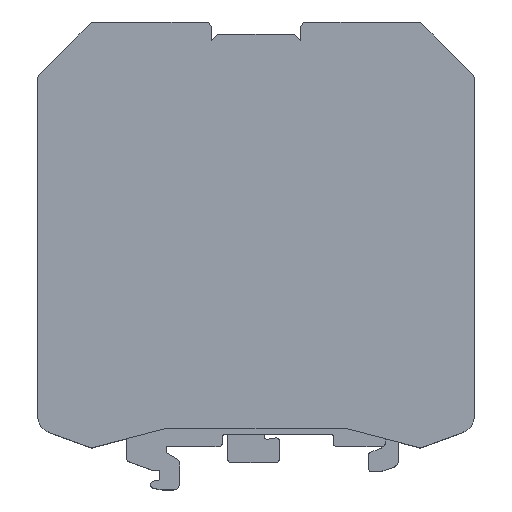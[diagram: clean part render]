
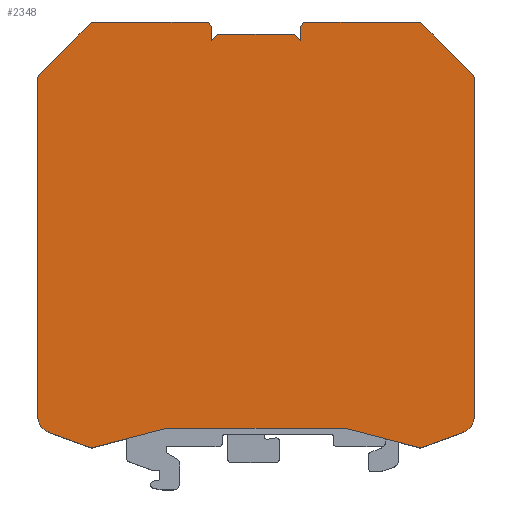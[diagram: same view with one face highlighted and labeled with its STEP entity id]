
A CAD part, top view. The second image highlights one B-rep face of the part: STEP entity #2348.
In plain terms, the highlighted planar face has unit normal (0, 0, 1).
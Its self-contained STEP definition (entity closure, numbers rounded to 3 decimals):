
#216=DIRECTION('',(0.,1.,0.));
#217=VECTOR('',#216,2.);
#218=CARTESIAN_POINT('',(-7.25,-1.,10.));
#219=LINE('',#218,#217);
#220=DIRECTION('',(-0.707,-0.707,0.));
#221=VECTOR('',#220,1.414);
#222=CARTESIAN_POINT('',(-6.25,0.,10.));
#223=LINE('',#222,#221);
#224=DIRECTION('',(-1.,0.,0.));
#225=VECTOR('',#224,12.5);
#226=CARTESIAN_POINT('',(6.25,0.,10.));
#227=LINE('',#226,#225);
#228=DIRECTION('',(-0.707,0.707,0.));
#229=VECTOR('',#228,1.414);
#230=CARTESIAN_POINT('',(7.25,-1.,10.));
#231=LINE('',#230,#229);
#232=DIRECTION('',(0.,-1.,0.));
#233=VECTOR('',#232,2.);
#234=CARTESIAN_POINT('',(7.25,1.,10.));
#235=LINE('',#234,#233);
#236=CARTESIAN_POINT('',(8.25,1.,10.));
#237=DIRECTION('',(0.,0.,1.));
#238=DIRECTION('',(0.,1.,0.));
#239=AXIS2_PLACEMENT_3D('',#236,#237,#238);
#241=DIRECTION('',(-1.,0.,0.));
#242=VECTOR('',#241,17.986);
#243=CARTESIAN_POINT('',(26.236,2.,10.));
#244=LINE('',#243,#242);
#245=CARTESIAN_POINT('',(26.236,1.,10.));
#246=DIRECTION('',(0.,0.,1.));
#247=DIRECTION('',(0.707,0.707,0.));
#248=AXIS2_PLACEMENT_3D('',#245,#246,#247);
#250=DIRECTION('',(-0.707,0.707,0.));
#251=VECTOR('',#250,11.687);
#252=CARTESIAN_POINT('',(35.207,-6.557,10.));
#253=LINE('',#252,#251);
#254=CARTESIAN_POINT('',(34.5,-7.264,10.));
#255=DIRECTION('',(0.,0.,1.));
#256=DIRECTION('',(1.,0.,0.));
#257=AXIS2_PLACEMENT_3D('',#254,#255,#256);
#259=DIRECTION('',(0.,1.,0.));
#260=VECTOR('',#259,54.635);
#261=CARTESIAN_POINT('',(35.5,-61.899,10.));
#262=LINE('',#261,#260);
#263=CARTESIAN_POINT('',(32.5,-61.899,10.));
#264=DIRECTION('',(0.,0.,1.));
#265=DIRECTION('',(0.342,-0.94,0.));
#266=AXIS2_PLACEMENT_3D('',#263,#264,#265);
#268=DIRECTION('',(0.94,0.342,0.));
#269=VECTOR('',#268,7.119);
#270=CARTESIAN_POINT('',(26.836,-67.153,10.));
#271=LINE('',#270,#269);
#272=CARTESIAN_POINT('',(26.687,-66.743,10.));
#273=DIRECTION('',(0.,0.,1.));
#274=DIRECTION('',(-0.254,-0.967,0.));
#275=AXIS2_PLACEMENT_3D('',#272,#273,#274);
#277=DIRECTION('',(0.967,-0.254,0.));
#278=VECTOR('',#277,12.484);
#279=CARTESIAN_POINT('',(14.5,-64.,10.));
#280=LINE('',#279,#278);
#281=DIRECTION('',(1.,0.,0.));
#282=VECTOR('',#281,29.);
#283=CARTESIAN_POINT('',(-14.5,-64.,10.));
#284=LINE('',#283,#282);
#285=DIRECTION('',(0.967,0.254,0.));
#286=VECTOR('',#285,12.484);
#287=CARTESIAN_POINT('',(-26.576,-67.165,10.));
#288=LINE('',#287,#286);
#289=CARTESIAN_POINT('',(-26.687,-66.743,10.));
#290=DIRECTION('',(0.,0.,1.));
#291=DIRECTION('',(-0.342,-0.94,0.));
#292=AXIS2_PLACEMENT_3D('',#289,#290,#291);
#294=DIRECTION('',(0.94,-0.342,0.));
#295=VECTOR('',#294,7.119);
#296=CARTESIAN_POINT('',(-33.526,-64.718,10.));
#297=LINE('',#296,#295);
#298=CARTESIAN_POINT('',(-32.5,-61.899,10.));
#299=DIRECTION('',(0.,0.,1.));
#300=DIRECTION('',(-1.,0.,0.));
#301=AXIS2_PLACEMENT_3D('',#298,#299,#300);
#303=DIRECTION('',(0.,-1.,0.));
#304=VECTOR('',#303,54.635);
#305=CARTESIAN_POINT('',(-35.5,-7.264,10.));
#306=LINE('',#305,#304);
#307=CARTESIAN_POINT('',(-34.5,-7.264,10.));
#308=DIRECTION('',(0.,0.,1.));
#309=DIRECTION('',(-0.707,0.707,0.));
#310=AXIS2_PLACEMENT_3D('',#307,#308,#309);
#312=DIRECTION('',(-0.707,-0.707,0.));
#313=VECTOR('',#312,11.687);
#314=CARTESIAN_POINT('',(-26.943,1.707,10.));
#315=LINE('',#314,#313);
#316=CARTESIAN_POINT('',(-26.236,1.,10.));
#317=DIRECTION('',(0.,0.,1.));
#318=DIRECTION('',(0.,1.,0.));
#319=AXIS2_PLACEMENT_3D('',#316,#317,#318);
#321=DIRECTION('',(-1.,0.,0.));
#322=VECTOR('',#321,17.986);
#323=CARTESIAN_POINT('',(-8.25,2.,10.));
#324=LINE('',#323,#322);
#325=CARTESIAN_POINT('',(-8.25,1.,10.));
#326=DIRECTION('',(0.,0.,1.));
#327=DIRECTION('',(1.,0.,0.));
#328=AXIS2_PLACEMENT_3D('',#325,#326,#327);
#1634=CARTESIAN_POINT('',(-7.25,1.,10.));
#1635=CARTESIAN_POINT('',(-8.25,2.,10.));
#1636=VERTEX_POINT('',#1634);
#1637=VERTEX_POINT('',#1635);
#1638=CARTESIAN_POINT('',(-26.236,2.,10.));
#1639=VERTEX_POINT('',#1638);
#1640=CARTESIAN_POINT('',(-26.943,1.707,10.));
#1641=VERTEX_POINT('',#1640);
#1642=CARTESIAN_POINT('',(-35.207,-6.557,10.));
#1643=VERTEX_POINT('',#1642);
#1644=CARTESIAN_POINT('',(-35.5,-7.264,10.));
#1645=VERTEX_POINT('',#1644);
#1646=CARTESIAN_POINT('',(-35.5,-61.899,10.));
#1647=VERTEX_POINT('',#1646);
#1648=CARTESIAN_POINT('',(-33.526,-64.718,10.));
#1649=VERTEX_POINT('',#1648);
#1650=CARTESIAN_POINT('',(-26.836,-67.153,10.));
#1651=VERTEX_POINT('',#1650);
#1652=CARTESIAN_POINT('',(-26.576,-67.165,10.));
#1653=VERTEX_POINT('',#1652);
#1654=CARTESIAN_POINT('',(-14.5,-64.,10.));
#1655=VERTEX_POINT('',#1654);
#1656=CARTESIAN_POINT('',(14.5,-64.,10.));
#1657=VERTEX_POINT('',#1656);
#1658=CARTESIAN_POINT('',(26.576,-67.165,10.));
#1659=VERTEX_POINT('',#1658);
#1660=CARTESIAN_POINT('',(26.836,-67.153,10.));
#1661=VERTEX_POINT('',#1660);
#1662=CARTESIAN_POINT('',(33.526,-64.718,10.));
#1663=VERTEX_POINT('',#1662);
#1664=CARTESIAN_POINT('',(35.5,-61.899,10.));
#1665=VERTEX_POINT('',#1664);
#1666=CARTESIAN_POINT('',(35.5,-7.264,10.));
#1667=VERTEX_POINT('',#1666);
#1668=CARTESIAN_POINT('',(35.207,-6.557,10.));
#1669=VERTEX_POINT('',#1668);
#1670=CARTESIAN_POINT('',(26.943,1.707,10.));
#1671=VERTEX_POINT('',#1670);
#1672=CARTESIAN_POINT('',(26.236,2.,10.));
#1673=VERTEX_POINT('',#1672);
#1674=CARTESIAN_POINT('',(8.25,2.,10.));
#1675=VERTEX_POINT('',#1674);
#1676=CARTESIAN_POINT('',(7.25,1.,10.));
#1677=VERTEX_POINT('',#1676);
#1726=CARTESIAN_POINT('',(6.25,0.,10.));
#1727=CARTESIAN_POINT('',(-6.25,0.,10.));
#1728=VERTEX_POINT('',#1726);
#1729=VERTEX_POINT('',#1727);
#1738=CARTESIAN_POINT('',(7.25,-1.,10.));
#1739=VERTEX_POINT('',#1738);
#1744=CARTESIAN_POINT('',(-7.25,-1.,10.));
#1745=VERTEX_POINT('',#1744);
#2292=CARTESIAN_POINT('',(0.,0.,10.));
#2293=DIRECTION('',(0.,0.,1.));
#2294=DIRECTION('',(1.,0.,0.));
#2295=AXIS2_PLACEMENT_3D('',#2292,#2293,#2294);
#2296=PLANE('',#2295);
#2297=ORIENTED_EDGE('',*,*,#2239,.F.);
#2299=ORIENTED_EDGE('',*,*,#2298,.F.);
#2301=ORIENTED_EDGE('',*,*,#2300,.F.);
#2302=ORIENTED_EDGE('',*,*,#2284,.F.);
#2303=ORIENTED_EDGE('',*,*,#2158,.F.);
#2305=ORIENTED_EDGE('',*,*,#2304,.F.);
#2307=ORIENTED_EDGE('',*,*,#2306,.F.);
#2309=ORIENTED_EDGE('',*,*,#2308,.F.);
#2311=ORIENTED_EDGE('',*,*,#2310,.F.);
#2313=ORIENTED_EDGE('',*,*,#2312,.F.);
#2315=ORIENTED_EDGE('',*,*,#2314,.F.);
#2317=ORIENTED_EDGE('',*,*,#2316,.F.);
#2319=ORIENTED_EDGE('',*,*,#2318,.F.);
#2321=ORIENTED_EDGE('',*,*,#2320,.F.);
#2323=ORIENTED_EDGE('',*,*,#2322,.F.);
#2325=ORIENTED_EDGE('',*,*,#2324,.F.);
#2327=ORIENTED_EDGE('',*,*,#2326,.F.);
#2329=ORIENTED_EDGE('',*,*,#2328,.F.);
#2331=ORIENTED_EDGE('',*,*,#2330,.F.);
#2333=ORIENTED_EDGE('',*,*,#2332,.F.);
#2335=ORIENTED_EDGE('',*,*,#2334,.F.);
#2337=ORIENTED_EDGE('',*,*,#2336,.F.);
#2339=ORIENTED_EDGE('',*,*,#2338,.F.);
#2341=ORIENTED_EDGE('',*,*,#2340,.F.);
#2343=ORIENTED_EDGE('',*,*,#2342,.F.);
#2345=ORIENTED_EDGE('',*,*,#2344,.F.);
#2346=EDGE_LOOP('',(#2297,#2299,#2301,#2302,#2303,#2305,#2307,#2309,#2311,#2313,
#2315,#2317,#2319,#2321,#2323,#2325,#2327,#2329,#2331,#2333,#2335,#2337,#2339,
#2341,#2343,#2345));
#2347=FACE_OUTER_BOUND('',#2346,.F.);
#240=CIRCLE('',#239,1.);
#249=CIRCLE('',#248,1.);
#258=CIRCLE('',#257,1.);
#267=CIRCLE('',#266,3.);
#276=CIRCLE('',#275,0.437);
#293=CIRCLE('',#292,0.437);
#302=CIRCLE('',#301,3.);
#311=CIRCLE('',#310,1.);
#320=CIRCLE('',#319,1.);
#329=CIRCLE('',#328,1.);
#2158=EDGE_CURVE('',#1677,#1739,#235,.T.);
#2239=EDGE_CURVE('',#1745,#1636,#219,.T.);
#2284=EDGE_CURVE('',#1739,#1728,#231,.T.);
#2298=EDGE_CURVE('',#1729,#1745,#223,.T.);
#2300=EDGE_CURVE('',#1728,#1729,#227,.T.);
#2304=EDGE_CURVE('',#1675,#1677,#240,.T.);
#2306=EDGE_CURVE('',#1673,#1675,#244,.T.);
#2308=EDGE_CURVE('',#1671,#1673,#249,.T.);
#2310=EDGE_CURVE('',#1669,#1671,#253,.T.);
#2312=EDGE_CURVE('',#1667,#1669,#258,.T.);
#2314=EDGE_CURVE('',#1665,#1667,#262,.T.);
#2316=EDGE_CURVE('',#1663,#1665,#267,.T.);
#2318=EDGE_CURVE('',#1661,#1663,#271,.T.);
#2320=EDGE_CURVE('',#1659,#1661,#276,.T.);
#2322=EDGE_CURVE('',#1657,#1659,#280,.T.);
#2324=EDGE_CURVE('',#1655,#1657,#284,.T.);
#2326=EDGE_CURVE('',#1653,#1655,#288,.T.);
#2328=EDGE_CURVE('',#1651,#1653,#293,.T.);
#2330=EDGE_CURVE('',#1649,#1651,#297,.T.);
#2332=EDGE_CURVE('',#1647,#1649,#302,.T.);
#2334=EDGE_CURVE('',#1645,#1647,#306,.T.);
#2336=EDGE_CURVE('',#1643,#1645,#311,.T.);
#2338=EDGE_CURVE('',#1641,#1643,#315,.T.);
#2340=EDGE_CURVE('',#1639,#1641,#320,.T.);
#2342=EDGE_CURVE('',#1637,#1639,#324,.T.);
#2344=EDGE_CURVE('',#1636,#1637,#329,.T.);
#2348=ADVANCED_FACE('',(#2347),#2296,.T.);
